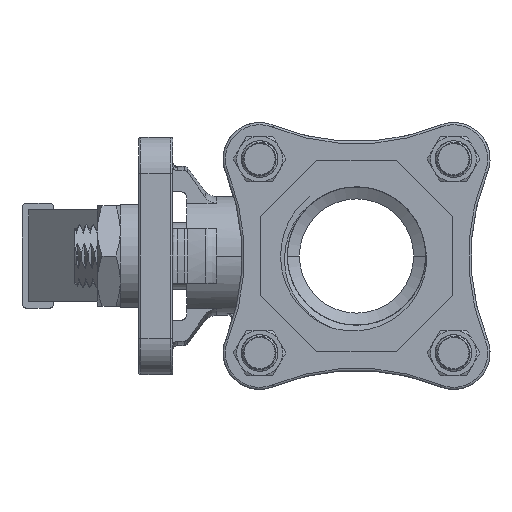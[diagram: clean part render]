
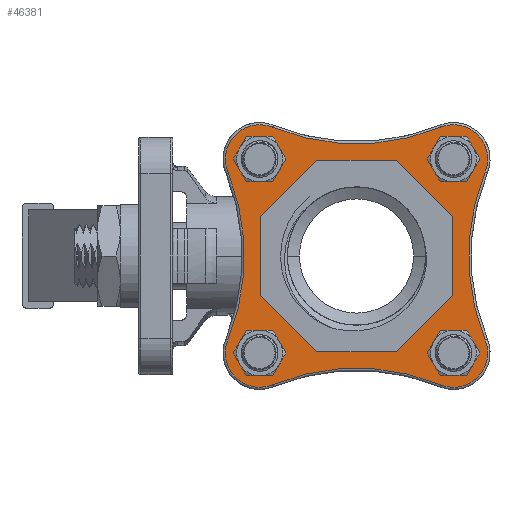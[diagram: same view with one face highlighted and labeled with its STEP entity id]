
A CAD part, left-side view. The second image highlights one B-rep face of the part: STEP entity #46381.
In plain terms, the highlighted planar face has unit normal (-1, 0, 0).
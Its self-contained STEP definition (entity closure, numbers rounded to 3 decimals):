
#43859=CARTESIAN_POINT('',(0.,-21.213,-21.213));
#43860=DIRECTION('',(-1.,0.,0.));
#43861=DIRECTION('',(0.,-1.,0.));
#43862=AXIS2_PLACEMENT_3D('',#43859,#43860,#43861);
#43864=CARTESIAN_POINT('',(0.,-21.213,-21.213));
#43865=DIRECTION('',(-1.,0.,0.));
#43866=DIRECTION('',(0.,1.,0.));
#43867=AXIS2_PLACEMENT_3D('',#43864,#43865,#43866);
#43869=CARTESIAN_POINT('',(0.,21.213,-21.213));
#43870=DIRECTION('',(-1.,0.,0.));
#43871=DIRECTION('',(0.,-1.,0.));
#43872=AXIS2_PLACEMENT_3D('',#43869,#43870,#43871);
#43874=CARTESIAN_POINT('',(0.,21.213,-21.213));
#43875=DIRECTION('',(-1.,0.,0.));
#43876=DIRECTION('',(0.,1.,0.));
#43877=AXIS2_PLACEMENT_3D('',#43874,#43875,#43876);
#43879=CARTESIAN_POINT('',(0.,-21.213,21.213));
#43880=DIRECTION('',(-1.,0.,0.));
#43881=DIRECTION('',(0.,-1.,0.));
#43882=AXIS2_PLACEMENT_3D('',#43879,#43880,#43881);
#43884=CARTESIAN_POINT('',(0.,-21.213,21.213));
#43885=DIRECTION('',(-1.,0.,0.));
#43886=DIRECTION('',(0.,1.,0.));
#43887=AXIS2_PLACEMENT_3D('',#43884,#43885,#43886);
#43889=CARTESIAN_POINT('',(0.,21.213,21.213));
#43890=DIRECTION('',(-1.,0.,0.));
#43891=DIRECTION('',(0.,-1.,0.));
#43892=AXIS2_PLACEMENT_3D('',#43889,#43890,#43891);
#43894=CARTESIAN_POINT('',(0.,21.213,21.213));
#43895=DIRECTION('',(-1.,0.,0.));
#43896=DIRECTION('',(0.,1.,0.));
#43897=AXIS2_PLACEMENT_3D('',#43894,#43895,#43896);
#43899=CARTESIAN_POINT('',(0.,21.213,21.213));
#43900=DIRECTION('',(-1.,0.,0.));
#43901=DIRECTION('',(0.,-0.379,0.925));
#43902=AXIS2_PLACEMENT_3D('',#43899,#43900,#43901);
#43904=CARTESIAN_POINT('',(0.,0.,73.04));
#43905=DIRECTION('',(1.,0.,0.));
#43906=DIRECTION('',(0.,-0.379,-0.925));
#43907=AXIS2_PLACEMENT_3D('',#43904,#43905,#43906);
#43909=CARTESIAN_POINT('',(0.,-21.213,21.213));
#43910=DIRECTION('',(-1.,0.,0.));
#43911=DIRECTION('',(0.,-0.925,-0.379));
#43912=AXIS2_PLACEMENT_3D('',#43909,#43910,#43911);
#43914=CARTESIAN_POINT('',(0.,-73.04,0.));
#43915=DIRECTION('',(1.,0.,0.));
#43916=DIRECTION('',(0.,0.925,-0.379));
#43917=AXIS2_PLACEMENT_3D('',#43914,#43915,#43916);
#43919=CARTESIAN_POINT('',(0.,-21.213,-21.213));
#43920=DIRECTION('',(-1.,0.,0.));
#43921=DIRECTION('',(0.,0.379,-0.925));
#43922=AXIS2_PLACEMENT_3D('',#43919,#43920,#43921);
#43924=CARTESIAN_POINT('',(0.,0.,-73.04));
#43925=DIRECTION('',(1.,0.,0.));
#43926=DIRECTION('',(0.,0.379,0.925));
#43927=AXIS2_PLACEMENT_3D('',#43924,#43925,#43926);
#43929=CARTESIAN_POINT('',(0.,21.213,-21.213));
#43930=DIRECTION('',(-1.,0.,0.));
#43931=DIRECTION('',(0.,0.925,0.379));
#43932=AXIS2_PLACEMENT_3D('',#43929,#43930,#43931);
#43934=CARTESIAN_POINT('',(0.,73.039,0.003));
#43935=DIRECTION('',(1.,0.,0.));
#43936=DIRECTION('',(0.,-0.927,0.376));
#43937=AXIS2_PLACEMENT_3D('',#43934,#43935,#43936);
#43939=DIRECTION('',(0.,0.,-1.));
#43940=VECTOR('',#43939,17.397);
#43941=CARTESIAN_POINT('',(0.,-21.,8.698));
#43942=LINE('',#43941,#43940);
#43943=DIRECTION('',(0.,-0.707,-0.707));
#43944=VECTOR('',#43943,17.397);
#43945=CARTESIAN_POINT('',(0.,-8.698,21.));
#43946=LINE('',#43945,#43944);
#43947=DIRECTION('',(0.,-1.,0.));
#43948=VECTOR('',#43947,17.397);
#43949=CARTESIAN_POINT('',(0.,8.698,21.));
#43950=LINE('',#43949,#43948);
#43951=DIRECTION('',(0.,-0.707,0.707));
#43952=VECTOR('',#43951,17.397);
#43953=CARTESIAN_POINT('',(0.,21.,8.698));
#43954=LINE('',#43953,#43952);
#43955=DIRECTION('',(0.,0.,1.));
#43956=VECTOR('',#43955,17.397);
#43957=CARTESIAN_POINT('',(0.,21.,-8.698));
#43958=LINE('',#43957,#43956);
#43959=DIRECTION('',(0.,0.707,0.707));
#43960=VECTOR('',#43959,17.397);
#43961=CARTESIAN_POINT('',(0.,8.698,-21.));
#43962=LINE('',#43961,#43960);
#43963=DIRECTION('',(0.,1.,0.));
#43964=VECTOR('',#43963,17.397);
#43965=CARTESIAN_POINT('',(0.,-8.698,-21.));
#43966=LINE('',#43965,#43964);
#43967=DIRECTION('',(0.,0.707,-0.707));
#43968=VECTOR('',#43967,17.397);
#43969=CARTESIAN_POINT('',(0.,-21.,-8.698));
#43970=LINE('',#43969,#43968);
#46050=CARTESIAN_POINT('',(0.,-25.463,-21.213));
#46051=CARTESIAN_POINT('',(0.,-16.963,-21.213));
#46052=VERTEX_POINT('',#46050);
#46053=VERTEX_POINT('',#46051);
#46054=CARTESIAN_POINT('',(0.,16.963,-21.213));
#46055=CARTESIAN_POINT('',(0.,25.463,-21.213));
#46056=VERTEX_POINT('',#46054);
#46057=VERTEX_POINT('',#46055);
#46058=CARTESIAN_POINT('',(0.,-25.463,21.213));
#46059=CARTESIAN_POINT('',(0.,-16.963,21.213));
#46060=VERTEX_POINT('',#46058);
#46061=VERTEX_POINT('',#46059);
#46062=CARTESIAN_POINT('',(0.,16.963,21.213));
#46063=CARTESIAN_POINT('',(0.,25.463,21.213));
#46064=VERTEX_POINT('',#46062);
#46065=VERTEX_POINT('',#46063);
#46090=CARTESIAN_POINT('',(0.,18.372,28.154));
#46091=CARTESIAN_POINT('',(0.,28.089,18.217));
#46092=VERTEX_POINT('',#46090);
#46093=VERTEX_POINT('',#46091);
#46094=CARTESIAN_POINT('',(0.,28.154,-18.372));
#46095=VERTEX_POINT('',#46094);
#46098=CARTESIAN_POINT('',(0.,18.372,-28.154));
#46099=VERTEX_POINT('',#46098);
#46102=CARTESIAN_POINT('',(0.,-18.372,-28.154));
#46103=VERTEX_POINT('',#46102);
#46106=CARTESIAN_POINT('',(0.,-28.154,-18.372));
#46107=VERTEX_POINT('',#46106);
#46110=CARTESIAN_POINT('',(0.,-28.154,18.372));
#46111=VERTEX_POINT('',#46110);
#46114=CARTESIAN_POINT('',(0.,-18.372,28.154));
#46115=VERTEX_POINT('',#46114);
#46222=CARTESIAN_POINT('',(0.,-21.,8.698));
#46223=CARTESIAN_POINT('',(0.,-21.,-8.698));
#46224=VERTEX_POINT('',#46222);
#46225=VERTEX_POINT('',#46223);
#46226=CARTESIAN_POINT('',(0.,-8.698,-21.));
#46227=VERTEX_POINT('',#46226);
#46228=CARTESIAN_POINT('',(0.,8.698,-21.));
#46229=VERTEX_POINT('',#46228);
#46230=CARTESIAN_POINT('',(0.,21.,-8.698));
#46231=VERTEX_POINT('',#46230);
#46232=CARTESIAN_POINT('',(0.,21.,8.698));
#46233=VERTEX_POINT('',#46232);
#46234=CARTESIAN_POINT('',(0.,8.698,21.));
#46235=VERTEX_POINT('',#46234);
#46236=CARTESIAN_POINT('',(0.,-8.698,21.));
#46237=VERTEX_POINT('',#46236);
#46316=CARTESIAN_POINT('',(0.,0.,0.));
#46317=DIRECTION('',(1.,0.,0.));
#46318=DIRECTION('',(0.,-1.,0.));
#46319=AXIS2_PLACEMENT_3D('',#46316,#46317,#46318);
#46320=PLANE('',#46319);
#46322=ORIENTED_EDGE('',*,*,#46321,.F.);
#46324=ORIENTED_EDGE('',*,*,#46323,.F.);
#46326=ORIENTED_EDGE('',*,*,#46325,.F.);
#46328=ORIENTED_EDGE('',*,*,#46327,.F.);
#46330=ORIENTED_EDGE('',*,*,#46329,.F.);
#46332=ORIENTED_EDGE('',*,*,#46331,.F.);
#46334=ORIENTED_EDGE('',*,*,#46333,.F.);
#46336=ORIENTED_EDGE('',*,*,#46335,.F.);
#46337=EDGE_LOOP('',(#46322,#46324,#46326,#46328,#46330,#46332,#46334,#46336));
#46338=FACE_OUTER_BOUND('',#46337,.F.);
#46340=ORIENTED_EDGE('',*,*,#46339,.T.);
#46342=ORIENTED_EDGE('',*,*,#46341,.T.);
#46343=EDGE_LOOP('',(#46340,#46342));
#46344=FACE_BOUND('',#46343,.F.);
#46346=ORIENTED_EDGE('',*,*,#46345,.T.);
#46348=ORIENTED_EDGE('',*,*,#46347,.T.);
#46349=EDGE_LOOP('',(#46346,#46348));
#46350=FACE_BOUND('',#46349,.F.);
#46352=ORIENTED_EDGE('',*,*,#46351,.T.);
#46354=ORIENTED_EDGE('',*,*,#46353,.T.);
#46355=EDGE_LOOP('',(#46352,#46354));
#46356=FACE_BOUND('',#46355,.F.);
#46358=ORIENTED_EDGE('',*,*,#46357,.T.);
#46360=ORIENTED_EDGE('',*,*,#46359,.T.);
#46361=EDGE_LOOP('',(#46358,#46360));
#46362=FACE_BOUND('',#46361,.F.);
#46364=ORIENTED_EDGE('',*,*,#46363,.F.);
#46366=ORIENTED_EDGE('',*,*,#46365,.F.);
#46368=ORIENTED_EDGE('',*,*,#46367,.F.);
#46370=ORIENTED_EDGE('',*,*,#46369,.F.);
#46372=ORIENTED_EDGE('',*,*,#46371,.F.);
#46374=ORIENTED_EDGE('',*,*,#46373,.F.);
#46376=ORIENTED_EDGE('',*,*,#46375,.F.);
#46378=ORIENTED_EDGE('',*,*,#46377,.F.);
#46379=EDGE_LOOP('',(#46364,#46366,#46368,#46370,#46372,#46374,#46376,#46378));
#46380=FACE_BOUND('',#46379,.F.);
#43863=CIRCLE('',#43862,4.25);
#43868=CIRCLE('',#43867,4.25);
#43873=CIRCLE('',#43872,4.25);
#43878=CIRCLE('',#43877,4.25);
#43883=CIRCLE('',#43882,4.25);
#43888=CIRCLE('',#43887,4.25);
#43893=CIRCLE('',#43892,4.25);
#43898=CIRCLE('',#43897,4.25);
#43903=CIRCLE('',#43902,7.5);
#43908=CIRCLE('',#43907,48.5);
#43913=CIRCLE('',#43912,7.5);
#43918=CIRCLE('',#43917,48.5);
#43923=CIRCLE('',#43922,7.5);
#43928=CIRCLE('',#43927,48.5);
#43933=CIRCLE('',#43932,7.5);
#43938=CIRCLE('',#43937,48.501);
#46321=EDGE_CURVE('',#46092,#46093,#43903,.T.);
#46323=EDGE_CURVE('',#46115,#46092,#43908,.T.);
#46325=EDGE_CURVE('',#46111,#46115,#43913,.T.);
#46327=EDGE_CURVE('',#46107,#46111,#43918,.T.);
#46329=EDGE_CURVE('',#46103,#46107,#43923,.T.);
#46331=EDGE_CURVE('',#46099,#46103,#43928,.T.);
#46333=EDGE_CURVE('',#46095,#46099,#43933,.T.);
#46335=EDGE_CURVE('',#46093,#46095,#43938,.T.);
#46339=EDGE_CURVE('',#46056,#46057,#43873,.T.);
#46341=EDGE_CURVE('',#46057,#46056,#43878,.T.);
#46345=EDGE_CURVE('',#46060,#46061,#43883,.T.);
#46347=EDGE_CURVE('',#46061,#46060,#43888,.T.);
#46351=EDGE_CURVE('',#46064,#46065,#43893,.T.);
#46353=EDGE_CURVE('',#46065,#46064,#43898,.T.);
#46357=EDGE_CURVE('',#46052,#46053,#43863,.T.);
#46359=EDGE_CURVE('',#46053,#46052,#43868,.T.);
#46363=EDGE_CURVE('',#46224,#46225,#43942,.T.);
#46365=EDGE_CURVE('',#46237,#46224,#43946,.T.);
#46367=EDGE_CURVE('',#46235,#46237,#43950,.T.);
#46369=EDGE_CURVE('',#46233,#46235,#43954,.T.);
#46371=EDGE_CURVE('',#46231,#46233,#43958,.T.);
#46373=EDGE_CURVE('',#46229,#46231,#43962,.T.);
#46375=EDGE_CURVE('',#46227,#46229,#43966,.T.);
#46377=EDGE_CURVE('',#46225,#46227,#43970,.T.);
#46381=ADVANCED_FACE('',(#46338,#46344,#46350,#46356,#46362,#46380),#46320,.F.);
